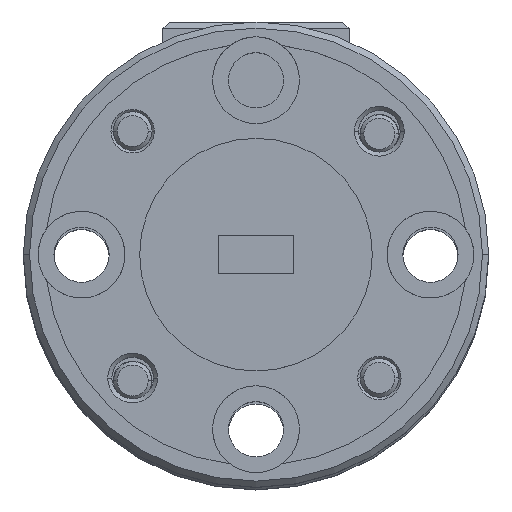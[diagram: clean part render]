
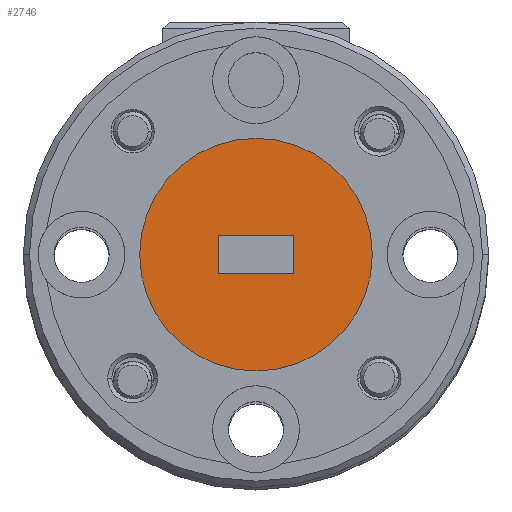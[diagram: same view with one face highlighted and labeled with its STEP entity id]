
A CAD part, top view. The second image highlights one B-rep face of the part: STEP entity #2746.
In plain terms, the highlighted planar face has unit normal (0, 0, 1).
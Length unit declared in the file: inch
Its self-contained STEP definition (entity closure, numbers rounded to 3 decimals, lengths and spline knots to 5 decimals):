
#138 = VERTEX_POINT ( 'NONE', #4562 ) ;
#193 = DIRECTION ( 'NONE',  ( 1., 0., 0. ) ) ;
#481 = LINE ( 'NONE', #5885, #4013 ) ;
#603 = EDGE_LOOP ( 'NONE', ( #6162, #7292 ) ) ;
#691 = LINE ( 'NONE', #1263, #7146 ) ;
#1094 = DIRECTION ( 'NONE',  ( 0., 1., 0. ) ) ;
#1167 = EDGE_CURVE ( 'NONE', #138, #7362, #3007, .T. ) ;
#1184 = EDGE_CURVE ( 'NONE', #7361, #138, #691, .T. ) ;
#1263 = CARTESIAN_POINT ( 'NONE',  ( -0.061, 0.0305, 1.25 ) ) ;
#1361 = VERTEX_POINT ( 'NONE', #2257 ) ;
#1600 = DIRECTION ( 'NONE',  ( -1., 0., 0. ) ) ;
#2108 = ORIENTED_EDGE ( 'NONE', *, *, #6925, .F. ) ;
#2204 = CARTESIAN_POINT ( 'NONE',  ( 0.061, -0.0305, 1.25 ) ) ;
#2257 = CARTESIAN_POINT ( 'NONE',  ( 0.061, 0.0305, 1.25 ) ) ;
#2265 = CARTESIAN_POINT ( 'NONE',  ( 0., 0., 1.25 ) ) ;
#2418 = DIRECTION ( 'NONE',  ( 0., 0., 1. ) ) ;
#2433 = DIRECTION ( 'NONE',  ( 1., 0., 0. ) ) ;
#2636 = EDGE_LOOP ( 'NONE', ( #5821, #2108, #5867, #5772 ) ) ;
#2746 = ADVANCED_FACE ( 'NONE', ( #7018, #4074 ), #4119, .T. ) ;
#2799 = EDGE_CURVE ( 'NONE', #5706, #4435, #6314, .T. ) ;
#2986 = AXIS2_PLACEMENT_3D ( 'NONE', #6552, #6479, #3622 ) ;
#3007 = LINE ( 'NONE', #5361, #3946 ) ;
#3047 = DIRECTION ( 'NONE',  ( 0., -1., 0. ) ) ;
#3137 = EDGE_CURVE ( 'NONE', #4435, #5706, #4849, .T. ) ;
#3278 = LINE ( 'NONE', #6176, #3961 ) ;
#3353 = AXIS2_PLACEMENT_3D ( 'NONE', #5237, #2418, #6425 ) ;
#3622 = DIRECTION ( 'NONE',  ( 1., 0., 0. ) ) ;
#3946 = VECTOR ( 'NONE', #2433, 39.37008 ) ;
#3961 = VECTOR ( 'NONE', #1094, 39.37008 ) ;
#4013 = VECTOR ( 'NONE', #1600, 39.37008 ) ;
#4074 = FACE_OUTER_BOUND ( 'NONE', #603, .T. ) ;
#4112 = EDGE_CURVE ( 'NONE', #1361, #7361, #481, .T. ) ;
#4119 = PLANE ( 'NONE',  #2986 ) ;
#4435 = VERTEX_POINT ( 'NONE', #7387 ) ;
#4562 = CARTESIAN_POINT ( 'NONE',  ( -0.061, -0.0305, 1.25 ) ) ;
#4849 = CIRCLE ( 'NONE', #3353, 0.1875 ) ;
#5200 = AXIS2_PLACEMENT_3D ( 'NONE', #2265, #5980, #193 ) ;
#5237 = CARTESIAN_POINT ( 'NONE',  ( 0., 0., 1.25 ) ) ;
#5361 = CARTESIAN_POINT ( 'NONE',  ( -0.061, -0.0305, 1.25 ) ) ;
#5706 = VERTEX_POINT ( 'NONE', #7617 ) ;
#5772 = ORIENTED_EDGE ( 'NONE', *, *, #1184, .F. ) ;
#5821 = ORIENTED_EDGE ( 'NONE', *, *, #4112, .F. ) ;
#5867 = ORIENTED_EDGE ( 'NONE', *, *, #1167, .F. ) ;
#5885 = CARTESIAN_POINT ( 'NONE',  ( -0.061, 0.0305, 1.25 ) ) ;
#5980 = DIRECTION ( 'NONE',  ( 0., 0., 1. ) ) ;
#6162 = ORIENTED_EDGE ( 'NONE', *, *, #3137, .T. ) ;
#6176 = CARTESIAN_POINT ( 'NONE',  ( 0.061, 0.0305, 1.25 ) ) ;
#6314 = CIRCLE ( 'NONE', #5200, 0.1875 ) ;
#6425 = DIRECTION ( 'NONE',  ( 1., 0., 0. ) ) ;
#6479 = DIRECTION ( 'NONE',  ( 0., 0., 1. ) ) ;
#6552 = CARTESIAN_POINT ( 'NONE',  ( 0., 0., 1.25 ) ) ;
#6925 = EDGE_CURVE ( 'NONE', #7362, #1361, #3278, .T. ) ;
#7018 = FACE_BOUND ( 'NONE', #2636, .T. ) ;
#7146 = VECTOR ( 'NONE', #3047, 39.37008 ) ;
#7292 = ORIENTED_EDGE ( 'NONE', *, *, #2799, .T. ) ;
#7361 = VERTEX_POINT ( 'NONE', #7427 ) ;
#7362 = VERTEX_POINT ( 'NONE', #2204 ) ;
#7387 = CARTESIAN_POINT ( 'NONE',  ( 0.1875, 0., 1.25 ) ) ;
#7427 = CARTESIAN_POINT ( 'NONE',  ( -0.061, 0.0305, 1.25 ) ) ;
#7617 = CARTESIAN_POINT ( 'NONE',  ( -0.1875, 0., 1.25 ) ) ;
